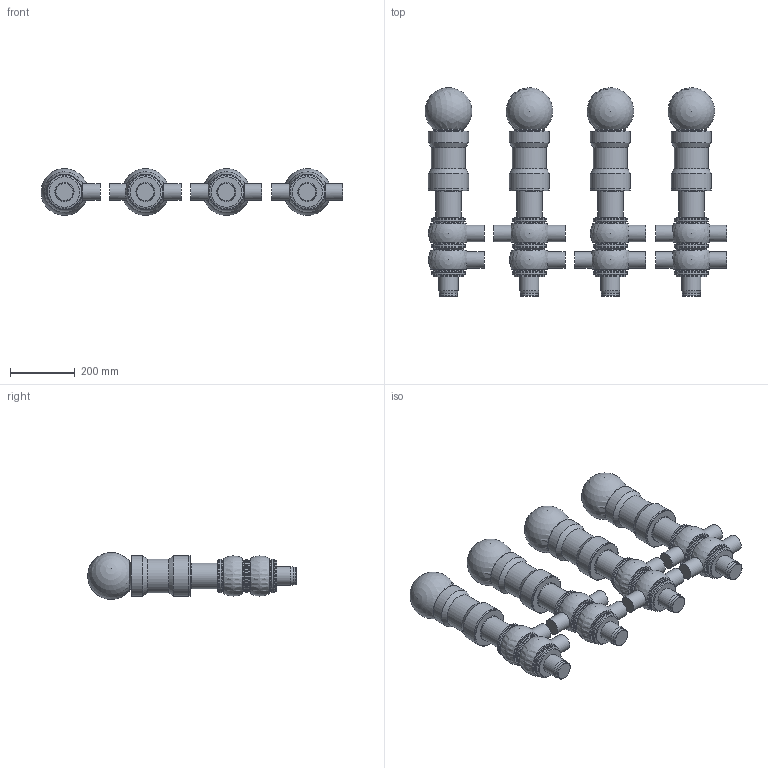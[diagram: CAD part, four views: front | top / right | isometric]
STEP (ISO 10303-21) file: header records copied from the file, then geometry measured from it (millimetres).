
FILE_DESCRIPTION(/* description */ (''),/* implementation_level */ '2;1');
FILE_NAME(/* name */ 'B925-DN050.8-SAL-orientabile.stp',/* time_stamp */ '2015-02-10T13:31:34+01:00',/* author */ ('malp-m'),/* organization */ (''),/* preprocessor_version */ 'ST-DEVELOPER v15.6',/* originating_system */ 'Autodesk Inventor 2015',/* authorisation */ '');
FILE_SCHEMA (('AP203_CONFIGURATION_CONTROLLED_3D_DESIGN_OF_MECHANICAL_PARTS_AND_ASSEMBLIES_MIM_LF','AUTOMOTIVE_DESIGN { 1 0 10303 214 3 1 1 }'));
Length unit declared in the file: millimetre
Products named in the file (7): SAGOMA-GIOTTO; Tappo-corpoDN50; CorpoDN50.8-L; CorpoDN50.8-T; ASSEMBL-B925-DN050; CIL93-B925; B925-DN050.8-SAL-orientabile
Assembly tree (24 placements, depth 2):
  B925-DN050.8-SAL-orientabile
    SAGOMA-GIOTTO  x4
    Tappo-corpoDN50  x4
    CorpoDN50.8-L  x4
    CorpoDN50.8-T  x4
    ASSEMBL-B925-DN050  x4
    CIL93-B925  x4
Bounding box: 932.29 x 643.39 x 145 mm (x, y, z)
Volume: 24859803.3 mm3; surface area: 1505212.1 mm2
Topology: 24 solids, 24 shells, 292 faces, 508 edges, 304 vertices
Faces by surface type: plane 88, cylinder 84, torus 68, cone 40, sphere 12
Full cylindrical faces by diameter (mm): 50.8 x12, 55 x4, 59 x4, 79 x4, 94 x20, 105 x28, 124 x12
Entity records: 1890 total; most frequent: CARTESIAN_POINT 433, DIRECTION 336, AXIS2_PLACEMENT_3D 168, EDGE_LOOP 134, ORIENTED_EDGE 134, ADVANCED_FACE 73, FACE_OUTER_BOUND 70, VERTEX_POINT 67
